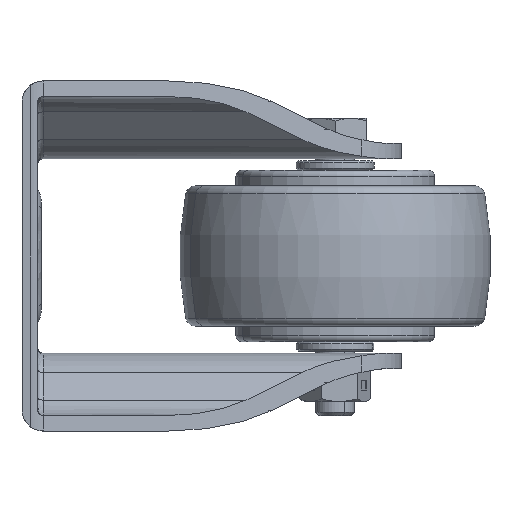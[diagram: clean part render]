
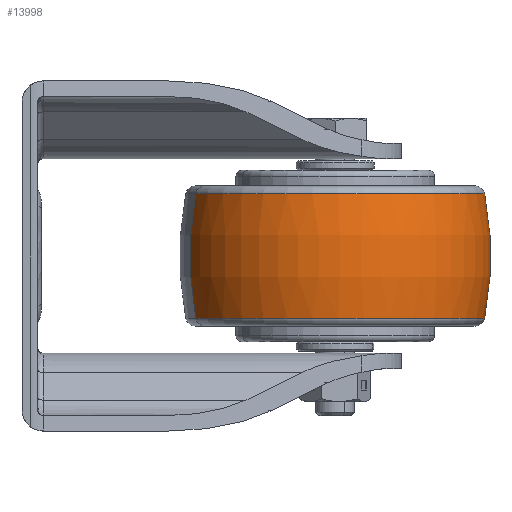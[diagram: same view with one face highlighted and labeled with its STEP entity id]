
A CAD part, left-side view. The second image highlights one B-rep face of the part: STEP entity #13998.
In plain terms, the highlighted toroidal (fillet/blend) face has major radius 42 mm and minor radius 82 mm.
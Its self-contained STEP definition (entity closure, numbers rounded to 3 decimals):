
#1299 = DIRECTION ( 'NONE',  ( -0.932, -0.362, 0. ) ) ;
#2005 = DIRECTION ( 'NONE',  ( 0., 0., 1. ) ) ;
#2355 = TOROIDAL_SURFACE ( 'NONE', #5302, -42., 82. ) ;
#2498 = AXIS2_PLACEMENT_3D ( 'NONE', #6086, #18880, #4344 ) ;
#2522 = EDGE_LOOP ( 'NONE', ( #20050, #4649, #18900, #16063 ) ) ;
#3527 = AXIS2_PLACEMENT_3D ( 'NONE', #16886, #18699, #8996 ) ;
#4344 = DIRECTION ( 'NONE',  ( -0.362, 0.932, 0. ) ) ;
#4524 = CARTESIAN_POINT ( 'NONE',  ( 0., -80.5, -15.987 ) ) ;
#4649 = ORIENTED_EDGE ( 'NONE', *, *, #12040, .T. ) ;
#5302 = AXIS2_PLACEMENT_3D ( 'NONE', #11849, #2005, #11657 ) ;
#5348 = FACE_OUTER_BOUND ( 'NONE', #2522, .T. ) ;
#5584 = VERTEX_POINT ( 'NONE', #19472 ) ;
#6070 = DIRECTION ( 'NONE',  ( 0., 0., 1. ) ) ;
#6086 = CARTESIAN_POINT ( 'NONE',  ( 15.205, -119.651, 0. ) ) ;
#6184 = DIRECTION ( 'NONE',  ( 0.362, -0.932, 0. ) ) ;
#7343 = CIRCLE ( 'NONE', #2498, 82. ) ;
#7465 = EDGE_CURVE ( 'NONE', #8025, #13257, #19155, .T. ) ;
#8025 = VERTEX_POINT ( 'NONE', #20666 ) ;
#8256 = EDGE_CURVE ( 'NONE', #9262, #5584, #7343, .T. ) ;
#8996 = DIRECTION ( 'NONE',  ( -0.362, 0.932, 0. ) ) ;
#9122 = CIRCLE ( 'NONE', #3527, 38.426 ) ;
#9262 = VERTEX_POINT ( 'NONE', #16480 ) ;
#11657 = DIRECTION ( 'NONE',  ( 0.362, -0.932, 0. ) ) ;
#11849 = CARTESIAN_POINT ( 'NONE',  ( 0., -80.5, 0. ) ) ;
#12040 = EDGE_CURVE ( 'NONE', #9262, #8025, #12503, .T. ) ;
#12431 = DIRECTION ( 'NONE',  ( 0.362, -0.932, 0. ) ) ;
#12503 = CIRCLE ( 'NONE', #19851, 38.426 ) ;
#13257 = VERTEX_POINT ( 'NONE', #17320 ) ;
#13998 = ADVANCED_FACE ( 'NONE', ( #5348 ), #2355, .T. ) ;
#16063 = ORIENTED_EDGE ( 'NONE', *, *, #16823, .T. ) ;
#16480 = CARTESIAN_POINT ( 'NONE',  ( -13.911, -44.68, -15.987 ) ) ;
#16823 = EDGE_CURVE ( 'NONE', #13257, #5584, #9122, .T. ) ;
#16886 = CARTESIAN_POINT ( 'NONE',  ( 0., -80.5, 15.987 ) ) ;
#17320 = CARTESIAN_POINT ( 'NONE',  ( 13.911, -116.32, 15.987 ) ) ;
#17360 = AXIS2_PLACEMENT_3D ( 'NONE', #20540, #1299, #6184 ) ;
#18699 = DIRECTION ( 'NONE',  ( 0., 0., -1. ) ) ;
#18880 = DIRECTION ( 'NONE',  ( 0.932, 0.362, 0. ) ) ;
#18900 = ORIENTED_EDGE ( 'NONE', *, *, #7465, .T. ) ;
#19155 = CIRCLE ( 'NONE', #17360, 82. ) ;
#19472 = CARTESIAN_POINT ( 'NONE',  ( -13.911, -44.68, 15.987 ) ) ;
#19851 = AXIS2_PLACEMENT_3D ( 'NONE', #4524, #6070, #12431 ) ;
#20050 = ORIENTED_EDGE ( 'NONE', *, *, #8256, .F. ) ;
#20540 = CARTESIAN_POINT ( 'NONE',  ( -15.205, -41.349, 0. ) ) ;
#20666 = CARTESIAN_POINT ( 'NONE',  ( 13.911, -116.32, -15.987 ) ) ;
